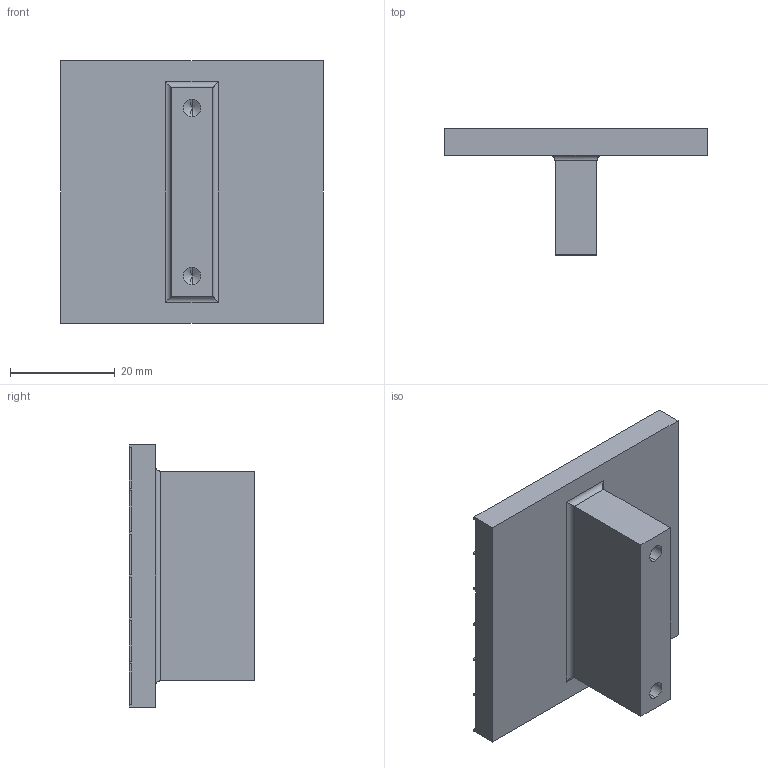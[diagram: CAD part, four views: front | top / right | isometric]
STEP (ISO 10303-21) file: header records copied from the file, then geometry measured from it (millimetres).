
FILE_DESCRIPTION (( 'STEP AP214' ), '1' );
FILE_NAME ('F003184,F003185_3D.step', '2022-08-15T13:03:55', ( '' ), ( '' ), 'SwSTEP 2.0', 'SolidWorks 2020', '' );
FILE_SCHEMA (( 'AUTOMOTIVE_DESIGN' ));
Length unit declared in the file: millimetre
Products named in the file (1): F003184,F003185_3D
Bounding box: 50 x 24 x 50 mm (x, y, z)
Volume: 17375 mm3; surface area: 8628.2 mm2
Topology: 1 solids, 1 shells, 311 faces, 772 edges, 510 vertices
Faces by surface type: plane 299, cylinder 8, cone 4
Entity records: 9944 total; most frequent: CARTESIAN_POINT 2910, ORIENTED_EDGE 1536, DIRECTION 1174, EDGE_CURVE 768, VECTOR 534, LINE 534, VERTEX_POINT 510, EDGE_LOOP 362
